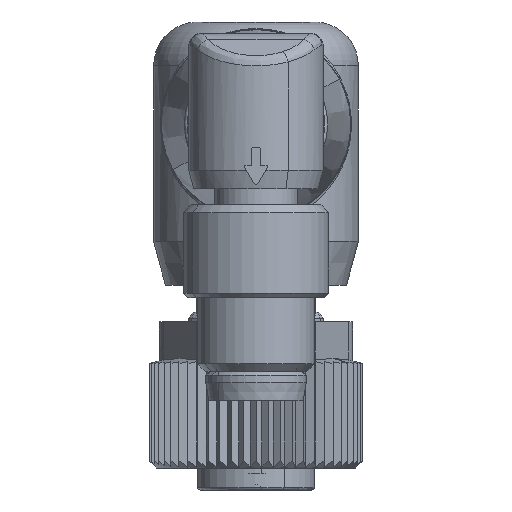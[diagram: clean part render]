
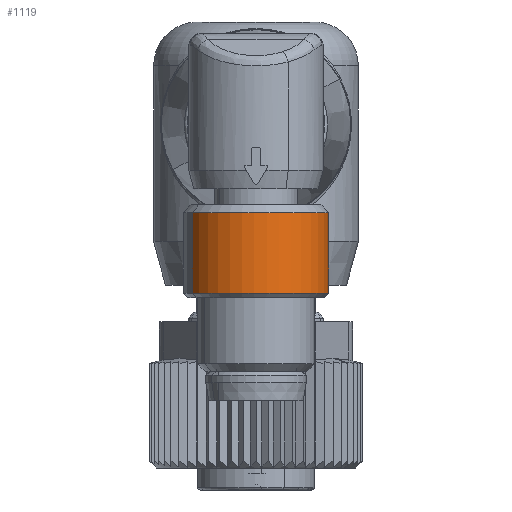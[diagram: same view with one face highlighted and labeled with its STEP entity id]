
A CAD part, front view. The second image highlights one B-rep face of the part: STEP entity #1119.
In plain terms, the highlighted cylindrical face has radius 4.975 mm (diameter 9.95 mm), a partial arc.
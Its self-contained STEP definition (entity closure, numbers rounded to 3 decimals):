
#1053=AXIS2_PLACEMENT_3D('Circle Axis2P3D',#1051,#1052,$) ;
#1092=AXIS2_PLACEMENT_3D('Cylinder Axis2P3D',#1089,#1090,#1091) ;
#1096=AXIS2_PLACEMENT_3D('Circle Axis2P3D',#1094,#1095,$) ;
#1051=CARTESIAN_POINT('Axis2P3D Location',(7.261,4.975,13.455)) ;
#1055=CARTESIAN_POINT('Vertex',(2.895,2.59,13.455)) ;
#1057=CARTESIAN_POINT('Vertex',(11.627,7.36,13.455)) ;
#1089=CARTESIAN_POINT('Axis2P3D Location',(7.261,4.975,13.802)) ;
#1094=CARTESIAN_POINT('Axis2P3D Location',(7.261,4.975,18.974)) ;
#1098=CARTESIAN_POINT('Vertex',(2.895,2.59,18.974)) ;
#1100=CARTESIAN_POINT('Vertex',(11.627,7.36,18.974)) ;
#1103=CARTESIAN_POINT('Line Origine',(2.895,2.59,16.214)) ;
#1108=CARTESIAN_POINT('Line Origine',(11.627,7.36,16.214)) ;
#1052=DIRECTION('Axis2P3D Direction',(0.,0.,1.)) ;
#1090=DIRECTION('Axis2P3D Direction',(0.,0.,1.)) ;
#1091=DIRECTION('Axis2P3D XDirection',(0.878,0.479,0.)) ;
#1095=DIRECTION('Axis2P3D Direction',(0.,0.,1.)) ;
#1104=DIRECTION('Vector Direction',(0.,0.,1.)) ;
#1109=DIRECTION('Vector Direction',(0.,0.,1.)) ;
#1105=VECTOR('Line Direction',#1104,1.) ;
#1110=VECTOR('Line Direction',#1109,1.) ;
#1114=ORIENTED_EDGE('',*,*,#1102,.F.) ;
#1115=ORIENTED_EDGE('',*,*,#1107,.T.) ;
#1116=ORIENTED_EDGE('',*,*,#1059,.T.) ;
#1117=ORIENTED_EDGE('',*,*,#1112,.F.) ;
#1119=ADVANCED_FACE('Hauptk\X2\00F6\X0\rper',(#1118),#1093,.T.) ;
#1054=CIRCLE('generated circle',#1053,4.975) ;
#1097=CIRCLE('generated circle',#1096,4.975) ;
#1093=CYLINDRICAL_SURFACE('generated cylinder',#1092,4.975) ;
#1059=EDGE_CURVE('',#1056,#1058,#1054,.T.) ;
#1102=EDGE_CURVE('',#1099,#1101,#1097,.T.) ;
#1107=EDGE_CURVE('',#1099,#1056,#1106,.F.) ;
#1112=EDGE_CURVE('',#1101,#1058,#1111,.F.) ;
#1113=EDGE_LOOP('',(#1114,#1115,#1116,#1117)) ;
#1118=FACE_OUTER_BOUND('',#1113,.T.) ;
#1106=LINE('Line',#1103,#1105) ;
#1111=LINE('Line',#1108,#1110) ;
#1056=VERTEX_POINT('',#1055) ;
#1058=VERTEX_POINT('',#1057) ;
#1099=VERTEX_POINT('',#1098) ;
#1101=VERTEX_POINT('',#1100) ;
